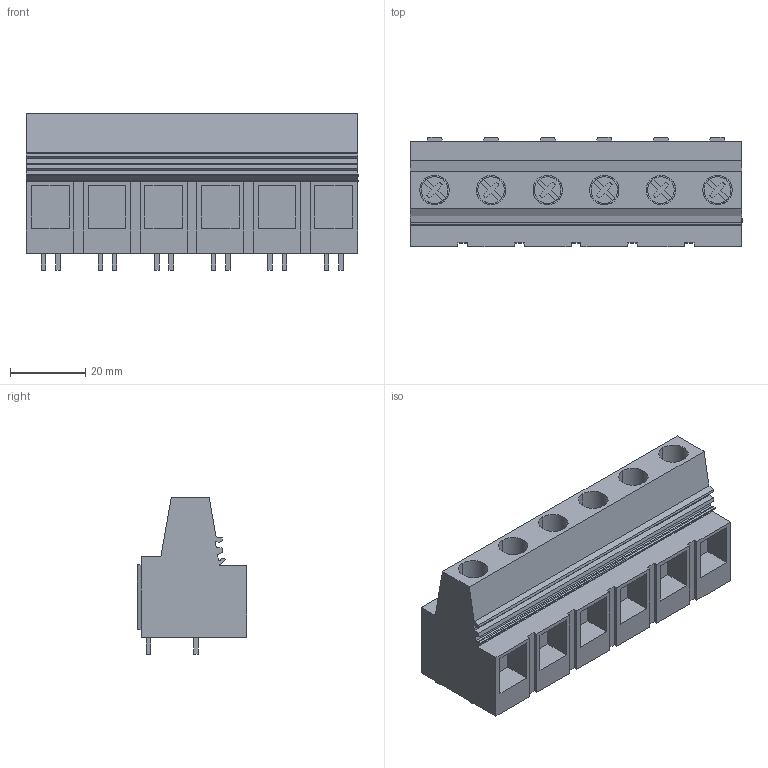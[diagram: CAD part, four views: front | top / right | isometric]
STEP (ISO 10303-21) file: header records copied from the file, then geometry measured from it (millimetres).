
FILE_DESCRIPTION(('CATIA V5 STEP Exchange','CAx-IF Rec.Pracs.--- Model Styling and Organization---1.2---2011-12-15'),'2;1');
FILE_NAME ('D1449863_0_1226500000_1226500000.stp','2018-04-13T09:40:04+00:00',('none'),('Weidmueller'),'CATIA Version 5-6 Release 2014','CATIA V5 STEP AP214','none');
FILE_SCHEMA(('AUTOMOTIVE_DESIGN { 1 0 10303 214 1 1 1 1 }'));
Length unit declared in the file: millimetre
Products named in the file (1): 1226500000
Bounding box: 88 x 29.06 x 41.45 mm (x, y, z)
Volume: 57319.1 mm3; surface area: 21125.1 mm2
Topology: 19 solids, 19 shells, 582 faces, 1564 edges, 1050 vertices
Faces by surface type: plane 519, cylinder 51, extrusion 12
Entity records: 17600 total; most frequent: CARTESIAN_POINT 3909, ORIENTED_EDGE 3128, DIRECTION 2232, EDGE_CURVE 1564, VECTOR 1426, LINE 1414, VERTEX_POINT 1050, EDGE_LOOP 612
